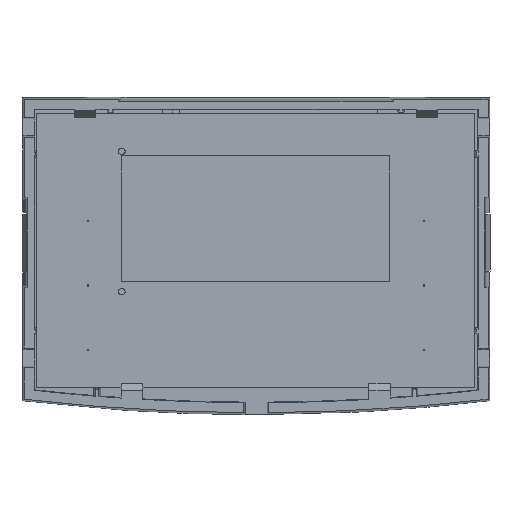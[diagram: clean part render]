
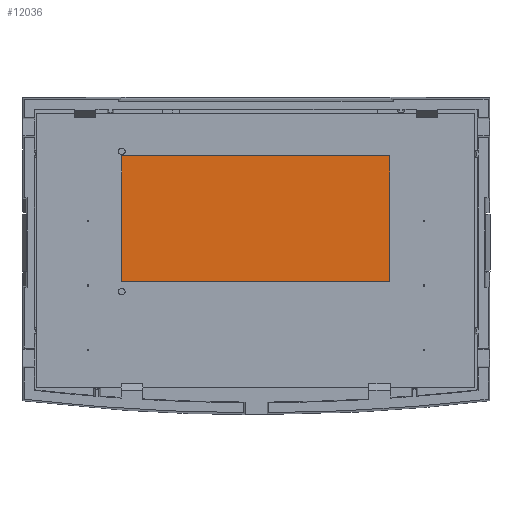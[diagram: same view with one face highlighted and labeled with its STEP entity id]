
A CAD part, front view. The second image highlights one B-rep face of the part: STEP entity #12036.
In plain terms, the highlighted planar face has unit normal (0, -1, 0).
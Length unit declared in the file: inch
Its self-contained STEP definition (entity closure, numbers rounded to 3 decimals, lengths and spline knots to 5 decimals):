
#195 = CARTESIAN_POINT ( 'NONE',  ( -0.78928, -0.49063, -1.06688 ) ) ;
#200 = CARTESIAN_POINT ( 'NONE',  ( -0.78928, -0.49063, -1.06688 ) ) ;
#285 = AXIS2_PLACEMENT_3D ( 'NONE', #1207, #4963, #9914 ) ;
#884 = DIRECTION ( 'NONE',  ( 0., 0., -1. ) ) ;
#1207 = CARTESIAN_POINT ( 'NONE',  ( 0., -0.49063, 0. ) ) ;
#2092 = VECTOR ( 'NONE', #4622, 39.37008 ) ;
#2505 = ORIENTED_EDGE ( 'NONE', *, *, #13453, .T. ) ;
#2576 = CARTESIAN_POINT ( 'NONE',  ( 0.78828, -0.49063, -0.32692 ) ) ;
#3340 = VECTOR ( 'NONE', #8919, 39.37008 ) ;
#3695 = CARTESIAN_POINT ( 'NONE',  ( 0.78828, -0.49063, -1.06688 ) ) ;
#4026 = ORIENTED_EDGE ( 'NONE', *, *, #13565, .T. ) ;
#4326 = VERTEX_POINT ( 'NONE', #200 ) ;
#4615 = EDGE_CURVE ( 'NONE', #15188, #11119, #15633, .T. ) ;
#4622 = DIRECTION ( 'NONE',  ( 0., 0., 1. ) ) ;
#4763 = CARTESIAN_POINT ( 'NONE',  ( -0.78928, -0.49063, -0.32692 ) ) ;
#4912 = PLANE ( 'NONE',  #285 ) ;
#4963 = DIRECTION ( 'NONE',  ( 0., -1., 0. ) ) ;
#5015 = VERTEX_POINT ( 'NONE', #4763 ) ;
#5621 = CARTESIAN_POINT ( 'NONE',  ( 0.78828, -0.49063, -0.32692 ) ) ;
#6450 = LINE ( 'NONE', #195, #3340 ) ;
#6578 = FACE_OUTER_BOUND ( 'NONE', #8008, .T. ) ;
#6703 = LINE ( 'NONE', #2576, #15752 ) ;
#8008 = EDGE_LOOP ( 'NONE', ( #4026, #2505, #9294, #8488 ) ) ;
#8352 = CARTESIAN_POINT ( 'NONE',  ( -0.78928, -0.49063, -0.32692 ) ) ;
#8488 = ORIENTED_EDGE ( 'NONE', *, *, #4615, .T. ) ;
#8691 = LINE ( 'NONE', #8352, #11822 ) ;
#8919 = DIRECTION ( 'NONE',  ( 1., 0., 0. ) ) ;
#9294 = ORIENTED_EDGE ( 'NONE', *, *, #10077, .T. ) ;
#9914 = DIRECTION ( 'NONE',  ( 0., 0., -1. ) ) ;
#10077 = EDGE_CURVE ( 'NONE', #4326, #15188, #6450, .T. ) ;
#10797 = CARTESIAN_POINT ( 'NONE',  ( 0.78828, -0.49063, -1.06688 ) ) ;
#11119 = VERTEX_POINT ( 'NONE', #5621 ) ;
#11822 = VECTOR ( 'NONE', #884, 39.37008 ) ;
#12036 = ADVANCED_FACE ( 'NONE', ( #6578 ), #4912, .T. ) ;
#12357 = DIRECTION ( 'NONE',  ( -1., 0., 0. ) ) ;
#13453 = EDGE_CURVE ( 'NONE', #5015, #4326, #8691, .T. ) ;
#13565 = EDGE_CURVE ( 'NONE', #11119, #5015, #6703, .T. ) ;
#15188 = VERTEX_POINT ( 'NONE', #3695 ) ;
#15633 = LINE ( 'NONE', #10797, #2092 ) ;
#15752 = VECTOR ( 'NONE', #12357, 39.37008 ) ;
